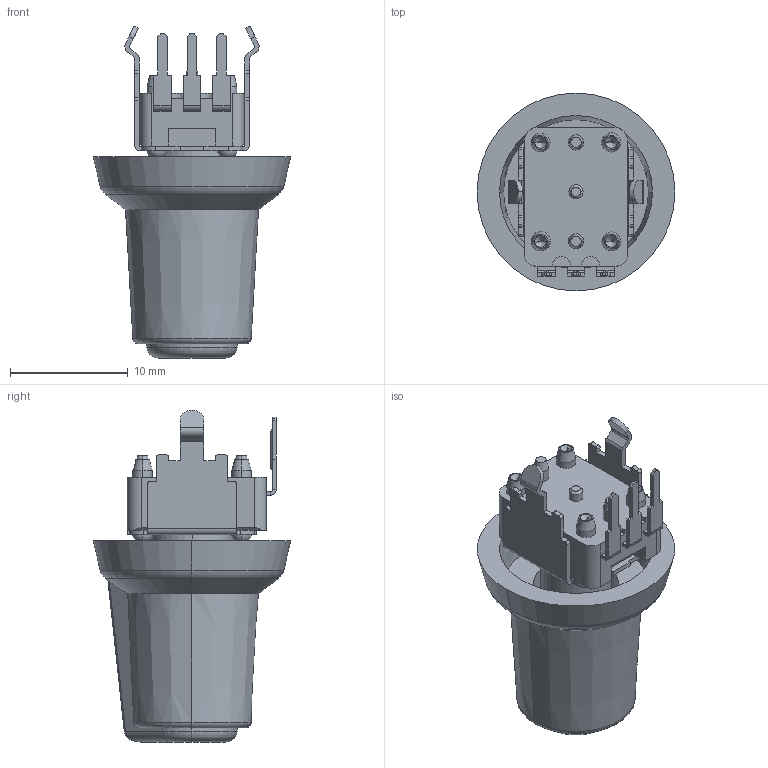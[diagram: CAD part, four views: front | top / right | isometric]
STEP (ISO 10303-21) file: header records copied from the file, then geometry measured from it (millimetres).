
FILE_DESCRIPTION (( 'STEP AP214' ), '1' );
FILE_NAME ('RK09K1130AV7_knob16.STEP', '2021-06-22T12:50:56', ( '' ), ( '' ), 'SwSTEP 2.0', 'SolidWorks 2018', '' );
FILE_SCHEMA (( 'AUTOMOTIVE_DESIGN' ));
Length unit declared in the file: millimetre
Products named in the file (3): RK09K1130AV7_knob16; RK09K1130AV7; Bouton_Di6_De16_h17
Assembly tree (2 placements, depth 2):
  RK09K1130AV7_knob16
    RK09K1130AV7
    Bouton_Di6_De16_h17
Bounding box: 16.8 x 16.8 x 28.2 mm (x, y, z)
Volume: 2002.5 mm3; surface area: 2415.1 mm2
Topology: 2 solids, 2 shells, 452 faces, 1188 edges, 750 vertices
Faces by surface type: plane 293, cylinder 82, cone 38, sphere 30, torus 8, bspline 1
Entity records: 18572 total; most frequent: CARTESIAN_POINT 2688, DIRECTION 2343, ORIENTED_EDGE 2334, EDGE_CURVE 1167, AXIS2_PLACEMENT_3D 813, VERTEX_POINT 746, LINE 717, VECTOR 717
